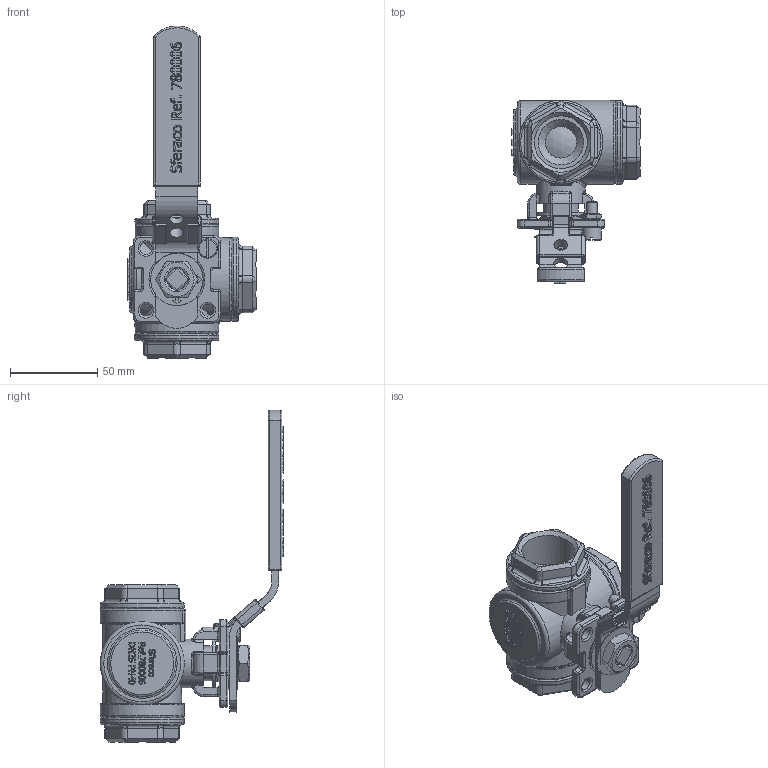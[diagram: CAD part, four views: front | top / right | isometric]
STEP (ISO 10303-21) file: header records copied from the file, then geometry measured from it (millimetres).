
FILE_DESCRIPTION(/* description */ ('780006'),/* implementation_level */ '2;1');
FILE_NAME(/* name */ '780006.stp',/* time_stamp */ '2015-07-20T14:55:18+02:00',/* author */ ('jmorand'),/* organization */ ('Sferaco'),/* preprocessor_version */ 'ST-DEVELOPER v16.1',/* originating_system */ 'Autodesk Inventor 2016',/* authorisation */ '');
FILE_SCHEMA (('AUTOMOTIVE_DESIGN { 1 0 10303 214 3 1 1 }'));
Products named in the file (1): 780006_bd
Bounding box: 73.3 x 105 x 190 mm (x, y, z)
Volume: 187572.1 mm3; surface area: 58701 mm2
Topology: 1 solids, 5 shells, 1446 faces, 3742 edges, 2344 vertices
Faces by surface type: plane 545, bspline 454, cylinder 250, torus 125, cone 38, sphere 34
Full cylindrical faces by diameter (mm): 6 x2, 7 x4, 8 x2, 11 x1, 14 x2, 15 x2, 18 x3, 20 x1, 28 x1, 30 x3, 30.291 x3, 48 x5
Entity records: 50351 total; most frequent: CARTESIAN_POINT 16930, ORIENTED_EDGE 7286, DIRECTION 5391, EDGE_CURVE 3643, VERTEX_POINT 2315, AXIS2_PLACEMENT_3D 1811, LINE 1769, VECTOR 1769
